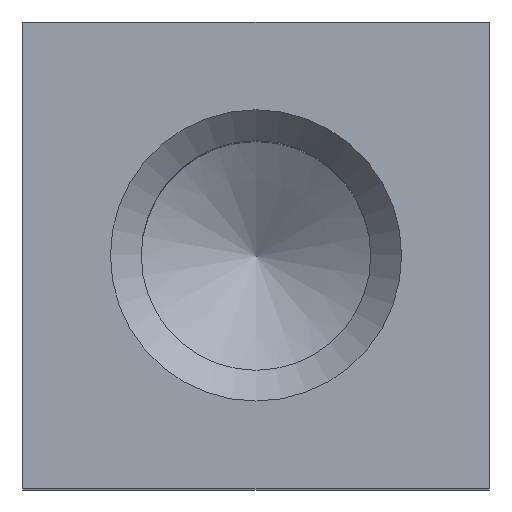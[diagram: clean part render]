
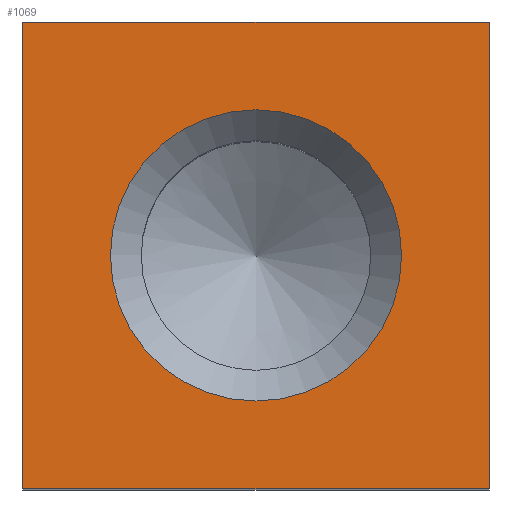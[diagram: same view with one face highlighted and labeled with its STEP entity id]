
A CAD part, top view. The second image highlights one B-rep face of the part: STEP entity #1069.
In plain terms, the highlighted planar face has unit normal (0, 0, 1).
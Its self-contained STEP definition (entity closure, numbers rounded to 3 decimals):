
#25=CIRCLE('',#1121,1.56);
#173=ORIENTED_EDGE('',*,*,#296,.T.);
#174=ORIENTED_EDGE('',*,*,#290,.T.);
#175=ORIENTED_EDGE('',*,*,#294,.T.);
#176=ORIENTED_EDGE('',*,*,#303,.T.);
#177=ORIENTED_EDGE('',*,*,#304,.F.);
#290=EDGE_CURVE('',#364,#363,#447,.T.);
#294=EDGE_CURVE('',#363,#366,#451,.T.);
#296=EDGE_CURVE('',#368,#364,#453,.T.);
#303=EDGE_CURVE('',#366,#368,#460,.T.);
#304=EDGE_CURVE('',#373,#373,#25,.T.);
#363=VERTEX_POINT('',#1475);
#364=VERTEX_POINT('',#1477);
#366=VERTEX_POINT('',#1483);
#368=VERTEX_POINT('',#1490);
#373=VERTEX_POINT('',#1506);
#447=LINE('',#1476,#539);
#451=LINE('',#1484,#543);
#453=LINE('',#1489,#545);
#460=LINE('',#1503,#552);
#539=VECTOR('',#1263,1000.);
#543=VECTOR('',#1269,1000.);
#545=VECTOR('',#1275,1000.);
#552=VECTOR('',#1286,1000.);
#598=EDGE_LOOP('',(#173,#174,#175,#176));
#599=EDGE_LOOP('',(#177));
#652=FACE_BOUND('',#598,.T.);
#653=FACE_BOUND('',#599,.T.);
#703=PLANE('',#1120);
#1069=ADVANCED_FACE('',(#652,#653),#703,.T.);
#1120=AXIS2_PLACEMENT_3D('',#1504,#1287,#1288);
#1121=AXIS2_PLACEMENT_3D('',#1505,#1289,#1290);
#1263=DIRECTION('',(1.,0.,0.));
#1269=DIRECTION('',(0.,1.,0.));
#1275=DIRECTION('',(0.,-1.,0.));
#1286=DIRECTION('',(-1.,0.,0.));
#1287=DIRECTION('',(0.,0.,1.));
#1288=DIRECTION('',(1.,0.,0.));
#1289=DIRECTION('',(0.,0.,1.));
#1290=DIRECTION('',(1.,0.,0.));
#1475=CARTESIAN_POINT('',(2.5,-2.5,7.));
#1476=CARTESIAN_POINT('',(-2.5,-2.5,7.));
#1477=CARTESIAN_POINT('',(-2.5,-2.5,7.));
#1483=CARTESIAN_POINT('',(2.5,2.5,7.));
#1484=CARTESIAN_POINT('',(2.5,-2.5,7.));
#1489=CARTESIAN_POINT('',(-2.5,2.5,7.));
#1490=CARTESIAN_POINT('',(-2.5,2.5,7.));
#1503=CARTESIAN_POINT('',(2.5,2.5,7.));
#1504=CARTESIAN_POINT('',(-2.5,-2.5,7.));
#1505=CARTESIAN_POINT('',(0.,0.,7.));
#1506=CARTESIAN_POINT('',(1.56,0.,7.));
